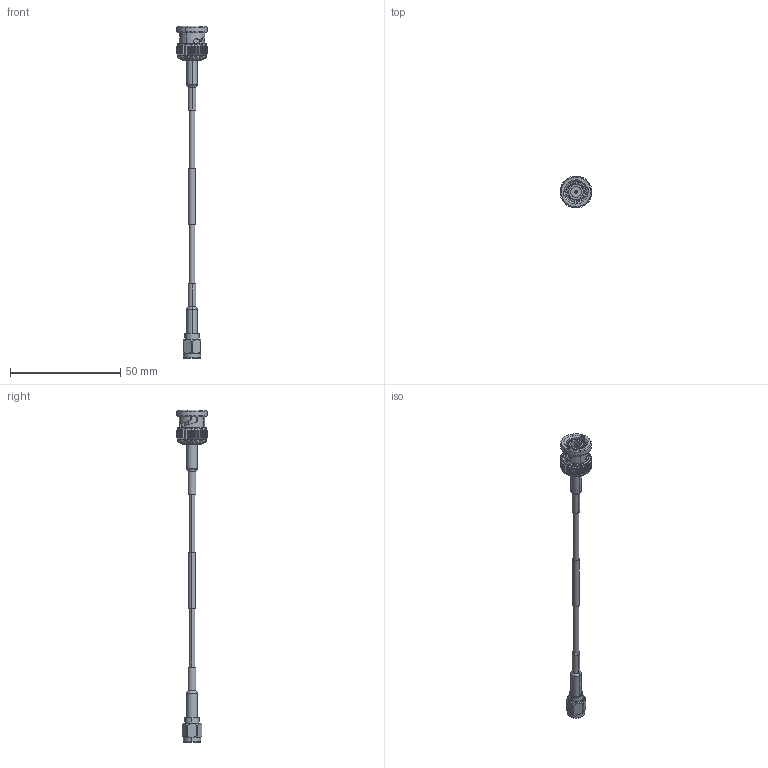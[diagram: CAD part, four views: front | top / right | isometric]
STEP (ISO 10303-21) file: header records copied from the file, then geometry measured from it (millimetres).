
FILE_DESCRIPTION (( 'STEP AP214' ), '1' );
FILE_NAME ('FMC0208315_3D.step', '2025-01-03T21:40:29', ( '' ), ( '' ), 'SwSTEP 2.0', 'SolidWorks 2022', '' );
FILE_SCHEMA (( 'AUTOMOTIVE_DESIGN' ));
Length unit declared in the file: inch
Products named in the file (5): Coax Cable^FMC0208315_RG316U; Heat Shrinks^FMC0208315; SC7059_3D^FMC0208315; FMC0208315_3D; SC6031_3D^FMC0208315
Assembly tree (5 placements, depth 2):
  FMC0208315_3D
    Coax Cable^FMC0208315_RG316U
    Heat Shrinks^FMC0208315  x2
    SC7059_3D^FMC0208315
    SC6031_3D^FMC0208315
Bounding box: 14.48 x 14.48 x 150.39 mm (x, y, z)
Volume: 3262 mm3; surface area: 4608.6 mm2
Topology: 7 solids, 8 shells, 553 faces, 1250 edges, 727 vertices
Faces by surface type: plane 190, cylinder 171, cone 165, bspline 19, torus 8
Entity records: 18072 total; most frequent: CARTESIAN_POINT 6092, ORIENTED_EDGE 2460, DIRECTION 2443, EDGE_CURVE 1230, AXIS2_PLACEMENT_3D 1030, VERTEX_POINT 718, EDGE_LOOP 570, ADVANCED_FACE 544
